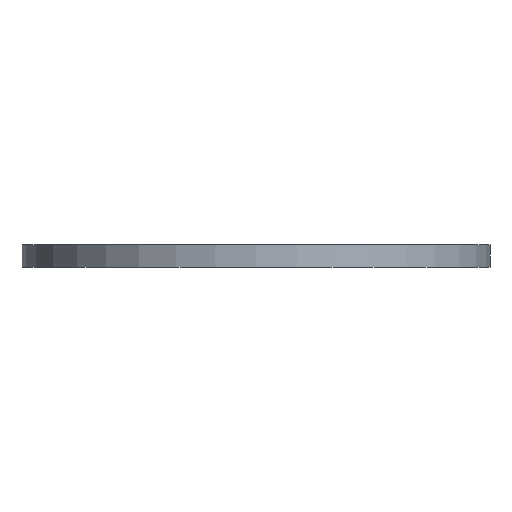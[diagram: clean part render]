
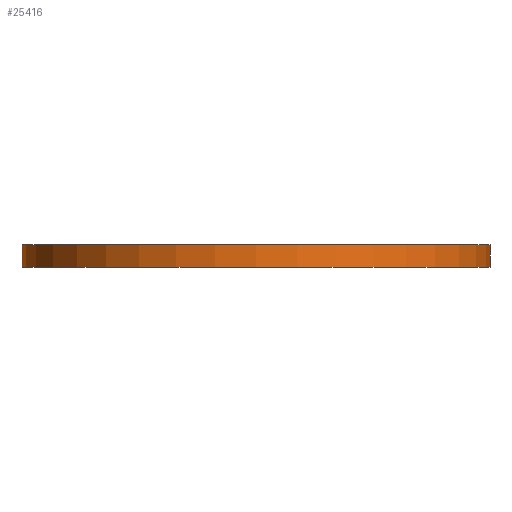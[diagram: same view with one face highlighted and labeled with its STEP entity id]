
A CAD part, front view. The second image highlights one B-rep face of the part: STEP entity #25416.
In plain terms, the highlighted cylindrical face has radius 16.421 mm (diameter 32.842 mm), a partial arc.
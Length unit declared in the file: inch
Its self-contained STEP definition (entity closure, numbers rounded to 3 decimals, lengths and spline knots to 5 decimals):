
#1443 = DIRECTION ( 'NONE',  ( 0., 0., -1. ) ) ;
#3341 = VERTEX_POINT ( 'NONE', #30678 ) ;
#3401 = LINE ( 'NONE', #15589, #17495 ) ;
#4103 = DIRECTION ( 'NONE',  ( 0., 0., 1. ) ) ;
#4775 = ORIENTED_EDGE ( 'NONE', *, *, #25682, .T. ) ;
#5226 = DIRECTION ( 'NONE',  ( -1., 0., 0. ) ) ;
#5431 = CARTESIAN_POINT ( 'NONE',  ( 0., 0., 0.0625 ) ) ;
#5885 = CARTESIAN_POINT ( 'NONE',  ( 0., 0., 0.0625 ) ) ;
#6207 = AXIS2_PLACEMENT_3D ( 'NONE', #5431, #24050, #5226 ) ;
#9697 = AXIS2_PLACEMENT_3D ( 'NONE', #5885, #27299, #26892 ) ;
#10360 = CIRCLE ( 'NONE', #9697, 0.6465 ) ;
#10616 = EDGE_CURVE ( 'NONE', #20818, #3341, #10360, .T. ) ;
#10824 = FACE_OUTER_BOUND ( 'NONE', #15766, .T. ) ;
#12105 = ORIENTED_EDGE ( 'NONE', *, *, #10616, .F. ) ;
#12931 = VECTOR ( 'NONE', #1443, 39.37008 ) ;
#15175 = CIRCLE ( 'NONE', #37560, 0.6465 ) ;
#15589 = CARTESIAN_POINT ( 'NONE',  ( 0.6465, 0., 0.0625 ) ) ;
#15766 = EDGE_LOOP ( 'NONE', ( #18103, #12105, #39207, #4775 ) ) ;
#16419 = CARTESIAN_POINT ( 'NONE',  ( -0.6465, 0., 0.0625 ) ) ;
#16492 = EDGE_CURVE ( 'NONE', #20818, #35729, #31590, .T. ) ;
#16631 = CYLINDRICAL_SURFACE ( 'NONE', #6207, 0.6465 ) ;
#17495 = VECTOR ( 'NONE', #23378, 39.37008 ) ;
#18103 = ORIENTED_EDGE ( 'NONE', *, *, #37031, .F. ) ;
#20818 = VERTEX_POINT ( 'NONE', #34463 ) ;
#22518 = CARTESIAN_POINT ( 'NONE',  ( 0., 0., 0. ) ) ;
#23378 = DIRECTION ( 'NONE',  ( 0., 0., -1. ) ) ;
#23950 = CARTESIAN_POINT ( 'NONE',  ( -0.6465, 0., 0. ) ) ;
#24019 = VERTEX_POINT ( 'NONE', #37871 ) ;
#24050 = DIRECTION ( 'NONE',  ( 0., 0., -1. ) ) ;
#25416 = ADVANCED_FACE ( 'NONE', ( #10824 ), #16631, .T. ) ;
#25682 = EDGE_CURVE ( 'NONE', #35729, #24019, #15175, .T. ) ;
#26892 = DIRECTION ( 'NONE',  ( 1., 0., 0. ) ) ;
#27299 = DIRECTION ( 'NONE',  ( 0., 0., 1. ) ) ;
#30678 = CARTESIAN_POINT ( 'NONE',  ( 0.6465, 0., 0.0625 ) ) ;
#31590 = LINE ( 'NONE', #16419, #12931 ) ;
#34463 = CARTESIAN_POINT ( 'NONE',  ( -0.6465, 0., 0.0625 ) ) ;
#35729 = VERTEX_POINT ( 'NONE', #23950 ) ;
#36408 = DIRECTION ( 'NONE',  ( 1., 0., 0. ) ) ;
#37031 = EDGE_CURVE ( 'NONE', #3341, #24019, #3401, .T. ) ;
#37560 = AXIS2_PLACEMENT_3D ( 'NONE', #22518, #4103, #36408 ) ;
#37871 = CARTESIAN_POINT ( 'NONE',  ( 0.6465, 0., 0. ) ) ;
#39207 = ORIENTED_EDGE ( 'NONE', *, *, #16492, .T. ) ;
